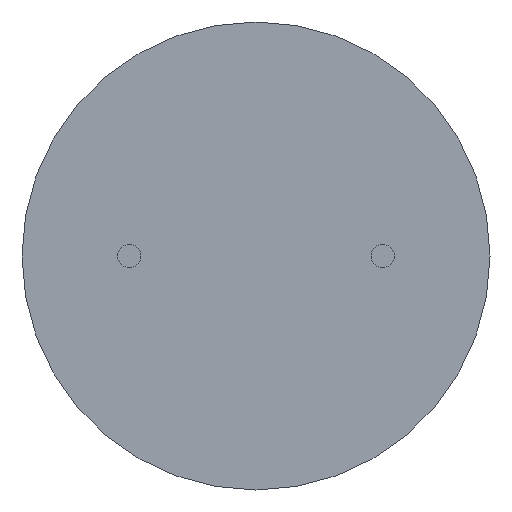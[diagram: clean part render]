
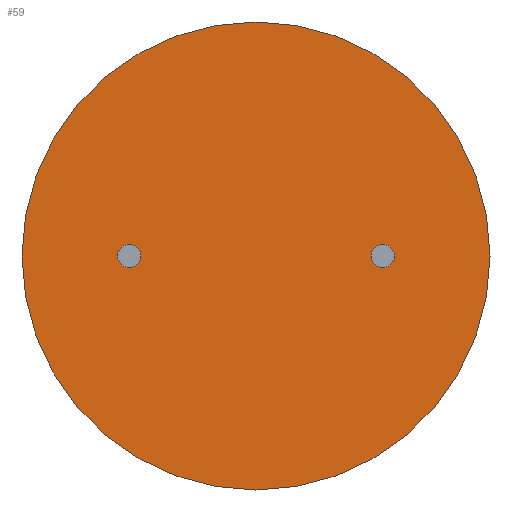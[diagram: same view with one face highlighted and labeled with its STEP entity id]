
A CAD part, front view. The second image highlights one B-rep face of the part: STEP entity #59.
In plain terms, the highlighted planar face has unit normal (0, -1, 0).
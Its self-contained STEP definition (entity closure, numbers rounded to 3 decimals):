
#59=ADVANCED_FACE('',(#149,#151,#153),#155,.T.);
#149=FACE_BOUND('',#150,.T.);
#150=EDGE_LOOP('',(#212));
#151=FACE_BOUND('',#152,.T.);
#152=EDGE_LOOP('',(#213));
#153=FACE_BOUND('',#154,.T.);
#154=EDGE_LOOP('',(#214));
#155=PLANE('',#156);
#156=AXIS2_PLACEMENT_3D('',#157,#158,#159);
#157=CARTESIAN_POINT('',(0.,0.,0.));
#158=DIRECTION('',(0.,-1.,0.));
#159=DIRECTION('',(1.,0.,0.));
#212=ORIENTED_EDGE('',*,*,#229,.T.);
#213=ORIENTED_EDGE('',*,*,#230,.F.);
#214=ORIENTED_EDGE('',*,*,#231,.F.);
#229=EDGE_CURVE('',#246,#246,#247,.T.);
#230=EDGE_CURVE('',#248,#248,#249,.T.);
#231=EDGE_CURVE('',#250,#250,#251,.T.);
#246=VERTEX_POINT('',#286);
#247=CIRCLE('',#287,6.);
#248=VERTEX_POINT('',#291);
#249=CIRCLE('',#292,0.3);
#250=VERTEX_POINT('',#296);
#251=CIRCLE('',#297,0.3);
#286=CARTESIAN_POINT('',(6.,0.,0.));
#287=AXIS2_PLACEMENT_3D('',#288,#289,#290);
#288=CARTESIAN_POINT('',(0.,0.,0.));
#289=DIRECTION('',(0.,-1.,0.));
#290=DIRECTION('',(1.,0.,0.));
#291=CARTESIAN_POINT('',(-2.95,0.,0.));
#292=AXIS2_PLACEMENT_3D('',#293,#294,#295);
#293=CARTESIAN_POINT('',(-3.25,0.,0.));
#294=DIRECTION('',(0.,-1.,0.));
#295=DIRECTION('',(1.,0.,0.));
#296=CARTESIAN_POINT('',(2.95,0.,0.));
#297=AXIS2_PLACEMENT_3D('',#298,#299,#300);
#298=CARTESIAN_POINT('',(3.25,0.,0.));
#299=DIRECTION('',(0.,-1.,0.));
#300=DIRECTION('',(-1.,0.,0.));
